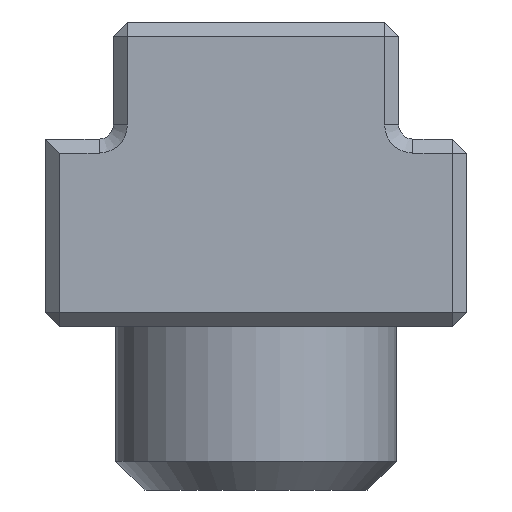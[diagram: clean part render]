
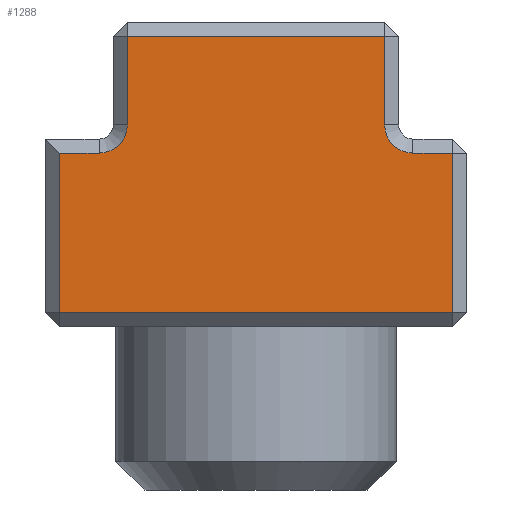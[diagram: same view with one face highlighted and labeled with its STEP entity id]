
A CAD part, left-side view. The second image highlights one B-rep face of the part: STEP entity #1288.
In plain terms, the highlighted planar face has unit normal (-1, 0, 0).
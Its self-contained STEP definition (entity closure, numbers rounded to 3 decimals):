
#213=CARTESIAN_POINT('',(0.,2.75,6.2));
#214=VERTEX_POINT('',#213);
#267=CARTESIAN_POINT('',(0.,-2.75,6.2));
#268=VERTEX_POINT('',#267);
#365=CARTESIAN_POINT('',(0.,4.2,0.3));
#366=VERTEX_POINT('',#365);
#417=CARTESIAN_POINT('',(0.,-4.2,3.7));
#418=VERTEX_POINT('',#417);
#483=CARTESIAN_POINT('',(0.,-4.2,0.3));
#484=VERTEX_POINT('',#483);
#536=CARTESIAN_POINT('',(0.,-4.2,3.7));
#537=DIRECTION('',(0.0,0.0,-1.0));
#538=VECTOR('',#537,3.4);
#539=LINE('',#536,#538);
#540=EDGE_CURVE('',#418,#484,#539,.T.);
#558=CARTESIAN_POINT('',(0.,-4.2,0.3));
#559=DIRECTION('',(0.0,1.0,0.0));
#560=VECTOR('',#559,8.4);
#561=LINE('',#558,#560);
#562=EDGE_CURVE('',#484,#366,#561,.T.);
#647=CARTESIAN_POINT('',(0.,-3.35,3.7));
#648=VERTEX_POINT('',#647);
#655=CARTESIAN_POINT('',(0.,-3.35,3.7));
#656=DIRECTION('',(0.0,-1.0,0.0));
#657=VECTOR('',#656,0.85);
#658=LINE('',#655,#657);
#659=EDGE_CURVE('',#648,#418,#658,.T.);
#678=CARTESIAN_POINT('',(0.,-2.75,4.3));
#679=VERTEX_POINT('',#678);
#686=CARTESIAN_POINT('',(0.,-3.35,4.3));
#687=DIRECTION('',(-1.,0.,0.));
#688=DIRECTION('',(0.,0.707,-0.707));
#689=AXIS2_PLACEMENT_3D('',#686,#687,#688);
#690=CIRCLE('',#689,0.6);
#691=EDGE_CURVE('',#679,#648,#690,.T.);
#710=CARTESIAN_POINT('',(0.,-2.75,6.2));
#711=DIRECTION('',(0.0,0.0,-1.0));
#712=VECTOR('',#711,1.9);
#713=LINE('',#710,#712);
#714=EDGE_CURVE('',#268,#679,#713,.T.);
#740=CARTESIAN_POINT('',(0.,4.2,3.7));
#741=VERTEX_POINT('',#740);
#742=CARTESIAN_POINT('',(0.,4.2,0.3));
#743=DIRECTION('',(0.0,0.0,1.0));
#744=VECTOR('',#743,3.4);
#745=LINE('',#742,#744);
#746=EDGE_CURVE('',#366,#741,#745,.T.);
#902=CARTESIAN_POINT('',(0.,2.75,6.2));
#903=DIRECTION('',(0.0,-1.0,0.0));
#904=VECTOR('',#903,5.5);
#905=LINE('',#902,#904);
#906=EDGE_CURVE('',#214,#268,#905,.T.);
#923=CARTESIAN_POINT('',(0.,3.35,3.7));
#924=VERTEX_POINT('',#923);
#940=CARTESIAN_POINT('',(0.,4.2,3.7));
#941=DIRECTION('',(0.0,-1.0,0.0));
#942=VECTOR('',#941,0.85);
#943=LINE('',#940,#942);
#944=EDGE_CURVE('',#741,#924,#943,.T.);
#954=CARTESIAN_POINT('',(0.,2.75,4.3));
#955=VERTEX_POINT('',#954);
#972=CARTESIAN_POINT('',(0.,3.35,4.3));
#973=DIRECTION('',(-1.,0.,0.));
#974=DIRECTION('',(0.,-0.707,-0.707));
#975=AXIS2_PLACEMENT_3D('',#972,#973,#974);
#976=CIRCLE('',#975,0.6);
#977=EDGE_CURVE('',#924,#955,#976,.T.);
#995=CARTESIAN_POINT('',(0.,2.75,4.3));
#996=DIRECTION('',(0.0,0.0,1.0));
#997=VECTOR('',#996,1.9);
#998=LINE('',#995,#997);
#999=EDGE_CURVE('',#955,#214,#998,.T.);
#1271=CARTESIAN_POINT('',(0.,-4.5,0.0));
#1272=DIRECTION('',(-1.0,0.0,0.0));
#1273=DIRECTION('',(0.0,0.0,1.0));
#1274=AXIS2_PLACEMENT_3D('',#1271,#1272,#1273);
#1275=PLANE('',#1274);
#1276=ORIENTED_EDGE('',*,*,#540,.F.);
#1277=ORIENTED_EDGE('',*,*,#659,.F.);
#1278=ORIENTED_EDGE('',*,*,#691,.F.);
#1279=ORIENTED_EDGE('',*,*,#714,.F.);
#1280=ORIENTED_EDGE('',*,*,#906,.F.);
#1281=ORIENTED_EDGE('',*,*,#999,.F.);
#1282=ORIENTED_EDGE('',*,*,#977,.F.);
#1283=ORIENTED_EDGE('',*,*,#944,.F.);
#1284=ORIENTED_EDGE('',*,*,#746,.F.);
#1285=ORIENTED_EDGE('',*,*,#562,.F.);
#1286=EDGE_LOOP('',(#1276,#1277,#1278,#1279,#1280,#1281,#1282,#1283,#1284,#1285));
#1287=FACE_OUTER_BOUND('',#1286,.T.);
#1288=ADVANCED_FACE('',(#1287),#1275,.T.);
